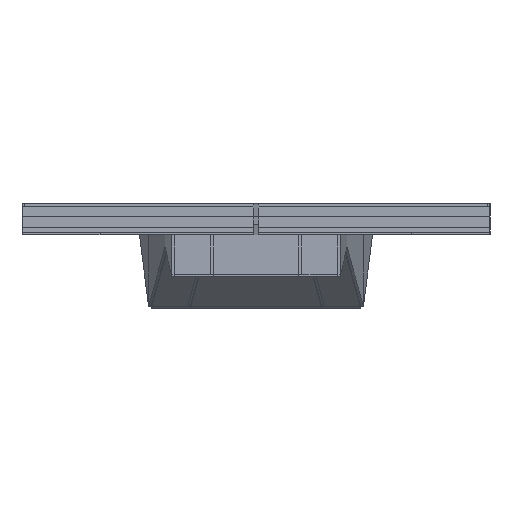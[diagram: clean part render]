
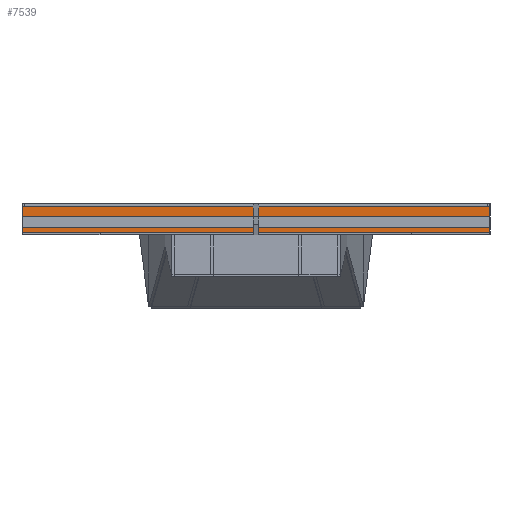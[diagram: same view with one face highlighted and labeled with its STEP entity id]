
A CAD part, left-side view. The second image highlights one B-rep face of the part: STEP entity #7539.
In plain terms, the highlighted planar face has unit normal (-1, 0, 0).
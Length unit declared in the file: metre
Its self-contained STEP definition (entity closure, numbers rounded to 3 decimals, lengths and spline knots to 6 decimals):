
#316=FACE_OUTER_BOUND('',#746,.T.);
#746=EDGE_LOOP('',(#5674,#5675,#5676,#5677,#5678,#5679,#5680,#5681));
#1403=LINE('',#11481,#2421);
#1406=LINE('',#11507,#2424);
#1410=LINE('',#11522,#2428);
#1412=LINE('',#11534,#2430);
#1413=LINE('',#11550,#2431);
#1418=LINE('',#11596,#2436);
#1419=LINE('',#11598,#2437);
#1420=LINE('',#11599,#2438);
#2421=VECTOR('',#8926,0.01);
#2424=VECTOR('',#8929,0.01);
#2428=VECTOR('',#8935,0.01);
#2430=VECTOR('',#8939,0.01);
#2431=VECTOR('',#8940,0.01);
#2436=VECTOR('',#8947,0.01);
#2437=VECTOR('',#8950,0.01);
#2438=VECTOR('',#8951,0.01);
#3332=VERTEX_POINT('',#11479);
#3333=VERTEX_POINT('',#11480);
#3336=VERTEX_POINT('',#11506);
#3339=VERTEX_POINT('',#11520);
#3340=VERTEX_POINT('',#11524);
#3342=VERTEX_POINT('',#11549);
#3346=VERTEX_POINT('',#11580);
#3347=VERTEX_POINT('',#11588);
#4177=EDGE_CURVE('',#3332,#3333,#1403,.T.);
#4181=EDGE_CURVE('',#3332,#3336,#1406,.T.);
#4186=EDGE_CURVE('',#3339,#3333,#1410,.T.);
#4189=EDGE_CURVE('',#3336,#3340,#1412,.T.);
#4190=EDGE_CURVE('',#3342,#3340,#1413,.T.);
#4198=EDGE_CURVE('',#3346,#3347,#1418,.T.);
#4199=EDGE_CURVE('',#3346,#3339,#1419,.T.);
#4200=EDGE_CURVE('',#3342,#3347,#1420,.T.);
#5674=ORIENTED_EDGE('',*,*,#4199,.F.);
#5675=ORIENTED_EDGE('',*,*,#4198,.T.);
#5676=ORIENTED_EDGE('',*,*,#4200,.F.);
#5677=ORIENTED_EDGE('',*,*,#4190,.T.);
#5678=ORIENTED_EDGE('',*,*,#4189,.F.);
#5679=ORIENTED_EDGE('',*,*,#4181,.F.);
#5680=ORIENTED_EDGE('',*,*,#4177,.T.);
#5681=ORIENTED_EDGE('',*,*,#4186,.F.);
#7116=PLANE('',#8008);
#7539=ADVANCED_FACE('',(#316),#7116,.T.);
#8008=AXIS2_PLACEMENT_3D('',#11597,#8948,#8949);
#8926=DIRECTION('',(0.,0.,1.));
#8929=DIRECTION('',(0.,1.,0.));
#8935=DIRECTION('',(0.,1.,0.));
#8939=DIRECTION('',(0.,0.,1.));
#8940=DIRECTION('',(0.,1.,0.));
#8947=DIRECTION('',(0.,-1.,0.));
#8948=DIRECTION('center_axis',(-1.,0.,0.));
#8949=DIRECTION('ref_axis',(0.,0.,-1.));
#8950=DIRECTION('',(0.,0.,1.));
#8951=DIRECTION('',(0.,0.,-1.));
#11479=CARTESIAN_POINT('',(0.99,0.01,0.440222));
#11480=CARTESIAN_POINT('',(0.99,0.01,0.49));
#11481=CARTESIAN_POINT('',(0.99,0.01,0.452611));
#11506=CARTESIAN_POINT('',(0.99,0.9,0.440222));
#11507=CARTESIAN_POINT('',(0.99,-0.01,0.440222));
#11520=CARTESIAN_POINT('',(0.99,-0.01,0.49));
#11522=CARTESIAN_POINT('',(0.99,-0.01,0.49));
#11524=CARTESIAN_POINT('',(0.99,0.9,0.539722));
#11534=CARTESIAN_POINT('',(0.99,0.9,0.43));
#11549=CARTESIAN_POINT('',(0.99,-0.9,0.539722));
#11550=CARTESIAN_POINT('',(0.99,-0.01,0.539722));
#11580=CARTESIAN_POINT('',(0.99,-0.01,0.440222));
#11588=CARTESIAN_POINT('',(0.99,-0.9,0.440222));
#11596=CARTESIAN_POINT('',(0.99,-0.01,0.440222));
#11597=CARTESIAN_POINT('Origin',(0.99,-0.01,0.539722));
#11598=CARTESIAN_POINT('',(0.99,-0.01,0.43));
#11599=CARTESIAN_POINT('',(0.99,-0.9,0.43));
